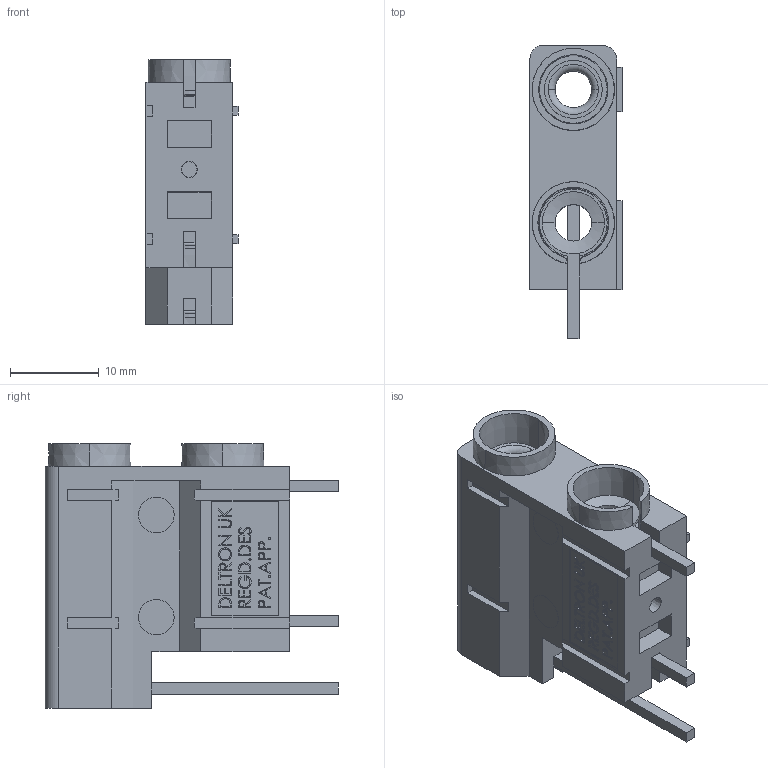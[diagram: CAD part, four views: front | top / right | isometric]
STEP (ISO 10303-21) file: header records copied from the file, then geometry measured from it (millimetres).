
FILE_DESCRIPTION (( 'STEP AP214' ), '1' );
FILE_NAME ('572-0X00.STEP', '2019-01-07T14:57:30', ( '' ), ( '' ), 'SwSTEP 2.0', 'SolidWorks 2018', '' );
FILE_SCHEMA (( 'AUTOMOTIVE_DESIGN' ));
Length unit declared in the file: millimetre
Products named in the file (6): 572-005-9200; 571-003-9210; 571-002-9110 formed_deformed; 572-102-9100_deformed; 572-101-0300; 572-0X00
Assembly tree (6 placements, depth 2):
  572-0X00
    572-101-0300
    572-102-9100_deformed
    571-002-9110 formed_deformed
    571-003-9210  x2
    572-005-9200
Bounding box: 10.35 x 32.99 x 29.74 mm (x, y, z)
Volume: 4563.2 mm3; surface area: 5874.9 mm2
Topology: 6 solids, 6 shells, 544 faces, 1396 edges, 914 vertices
Faces by surface type: plane 341, bspline 106, cylinder 49, cone 34, torus 14
Entity records: 21709 total; most frequent: CARTESIAN_POINT 9161, ORIENTED_EDGE 2726, DIRECTION 2161, EDGE_CURVE 1363, VECTOR 981, LINE 981, VERTEX_POINT 892, AXIS2_PLACEMENT_3D 590
